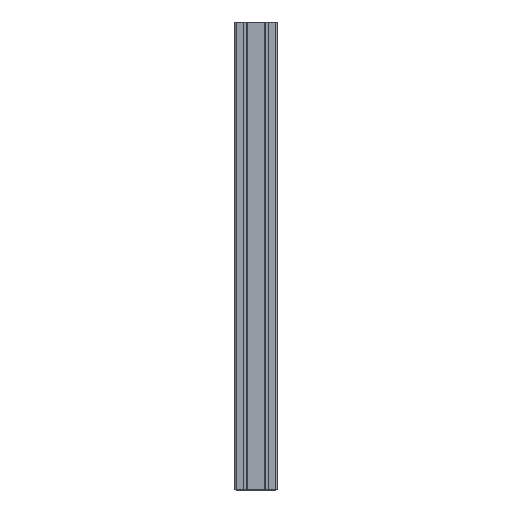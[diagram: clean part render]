
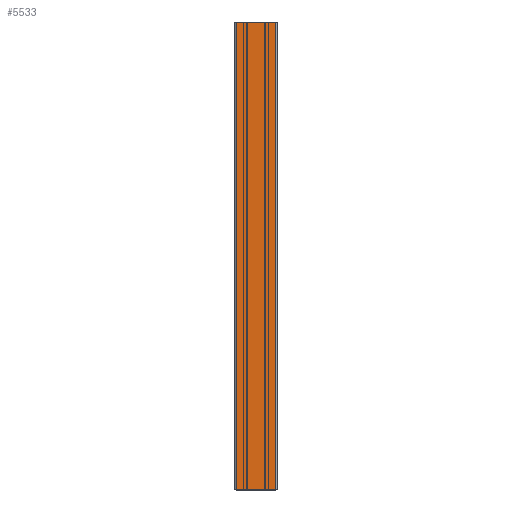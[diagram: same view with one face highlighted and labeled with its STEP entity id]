
A CAD part, top view. The second image highlights one B-rep face of the part: STEP entity #5533.
In plain terms, the highlighted planar face has unit normal (0, 0, 1).
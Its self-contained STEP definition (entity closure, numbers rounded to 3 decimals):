
#541=FACE_OUTER_BOUND('',#811,.T.);
#811=EDGE_LOOP('',(#4515,#4516,#4517,#4518));
#1475=LINE('',#9057,#2119);
#1476=LINE('',#9059,#2120);
#1477=LINE('',#9061,#2121);
#1478=LINE('',#9062,#2122);
#2119=VECTOR('',#7443,10.);
#2120=VECTOR('',#7444,10.);
#2121=VECTOR('',#7445,10.);
#2122=VECTOR('',#7446,10.);
#2655=VERTEX_POINT('',#9055);
#2656=VERTEX_POINT('',#9056);
#2657=VERTEX_POINT('',#9058);
#2658=VERTEX_POINT('',#9060);
#3451=EDGE_CURVE('',#2655,#2656,#1475,.T.);
#3452=EDGE_CURVE('',#2656,#2657,#1476,.T.);
#3453=EDGE_CURVE('',#2658,#2657,#1477,.T.);
#3454=EDGE_CURVE('',#2655,#2658,#1478,.T.);
#4515=ORIENTED_EDGE('',*,*,#3451,.T.);
#4516=ORIENTED_EDGE('',*,*,#3452,.T.);
#4517=ORIENTED_EDGE('',*,*,#3453,.F.);
#4518=ORIENTED_EDGE('',*,*,#3454,.F.);
#5267=PLANE('',#5969);
#5533=ADVANCED_FACE('',(#541),#5267,.T.);
#5969=AXIS2_PLACEMENT_3D('',#9054,#7441,#7442);
#7441=DIRECTION('center_axis',(0.,0.,1.));
#7442=DIRECTION('ref_axis',(1.,0.,0.));
#7443=DIRECTION('',(1.,0.,0.));
#7444=DIRECTION('',(0.,1.,0.));
#7445=DIRECTION('',(1.,0.,0.));
#7446=DIRECTION('',(0.,1.,0.));
#9054=CARTESIAN_POINT('Origin',(2.5,0.,90.));
#9055=CARTESIAN_POINT('',(2.5,-750.,90.));
#9056=CARTESIAN_POINT('',(87.5,-750.,90.));
#9057=CARTESIAN_POINT('',(23.75,-750.,90.));
#9058=CARTESIAN_POINT('',(87.5,250.,90.));
#9059=CARTESIAN_POINT('',(87.5,0.,90.));
#9060=CARTESIAN_POINT('',(2.5,250.,90.));
#9061=CARTESIAN_POINT('',(2.5,250.,90.));
#9062=CARTESIAN_POINT('',(2.5,0.,90.));
